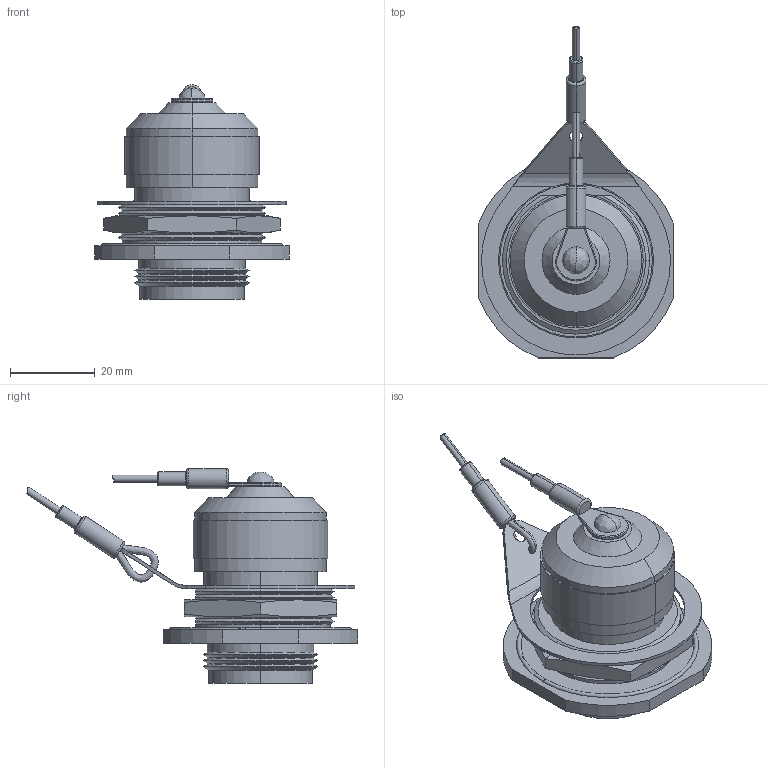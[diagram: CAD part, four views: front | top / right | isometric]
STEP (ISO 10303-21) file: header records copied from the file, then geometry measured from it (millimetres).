
FILE_DESCRIPTION (( 'STEP AP214' ), '1' );
FILE_NAME ('ECSJ1109U00.STEP', '2018-02-12T14:57:49', ( '' ), ( '' ), 'SwSTEP 2.0', 'SolidWorks 2017', '' );
FILE_SCHEMA (( 'AUTOMOTIVE_DESIGN' ));
Length unit declared in the file: inch
Products named in the file (7): ECSJ1109U00; 3AB10-038; 3AB10-036-MA3; 3AB10-036-MA2_Cut Lanyard - Cap End; ECSJ1108U00-MA1; 3AB10-036-MA2_Cut Lanyard - Loop End; ECSJ1108U00-MA2
Assembly tree (6 placements, depth 2):
  ECSJ1109U00
    ECSJ1108U00-MA1
    ECSJ1108U00-MA2
    3AB10-038
    3AB10-036-MA2_Cut Lanyard - Cap End
    3AB10-036-MA3
    3AB10-036-MA2_Cut Lanyard - Loop End
Bounding box: 45.97 x 78.3 x 50.66 mm (x, y, z)
Volume: 32943.5 mm3; surface area: 18791.1 mm2
Topology: 8 solids, 8 shells, 389 faces, 929 edges, 570 vertices
Faces by surface type: plane 154, cylinder 111, cone 90, torus 21, bspline 13
Entity records: 17334 total; most frequent: CARTESIAN_POINT 4360, DIRECTION 1856, ORIENTED_EDGE 1854, EDGE_CURVE 927, AXIS2_PLACEMENT_3D 680, VERTEX_POINT 570, LINE 496, VECTOR 496
